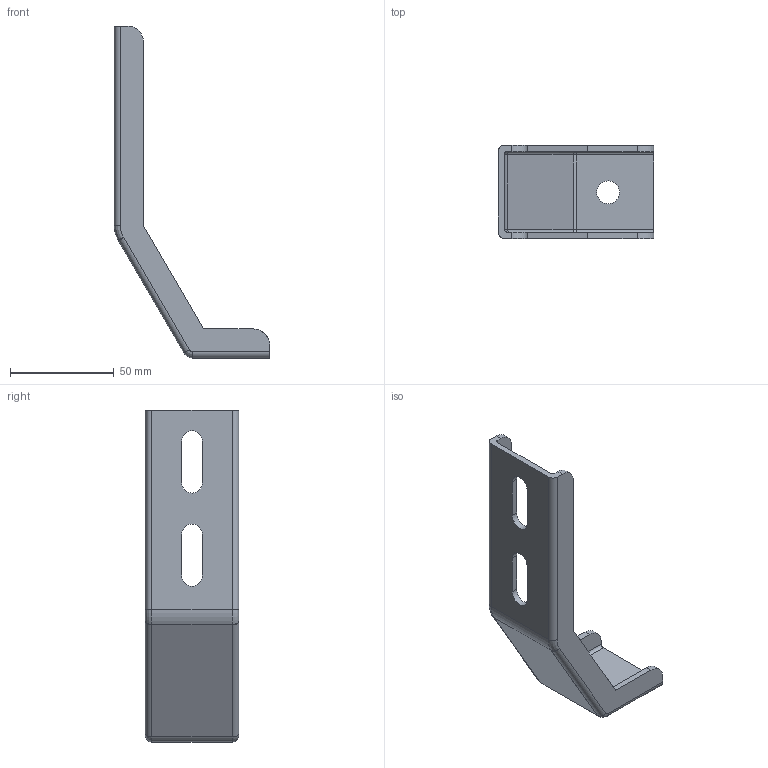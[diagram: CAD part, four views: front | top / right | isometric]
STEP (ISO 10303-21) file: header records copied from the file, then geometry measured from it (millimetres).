
FILE_DESCRIPTION(('STEP AP203'),'2;1');
FILE_NAME('16.008.00.stp','2011-03-05T14:44:54',(''),(''),'2009.3.110','THINKDESIGN','');
FILE_SCHEMA(('CONFIG_CONTROL_DESIGN'));
Length unit declared in the file: millimetre
Bounding box: 75 x 45 x 160 mm (x, y, z)
Volume: 38017.1 mm3; surface area: 26963.3 mm2
Topology: 1 solids, 1 shells, 61 faces, 155 edges, 96 vertices
Faces by surface type: cylinder 27, plane 24, bspline 10
Full cylindrical faces by diameter (mm): 11 x1
Entity records: 2426 total; most frequent: CARTESIAN_POINT 840, DIRECTION 313, ORIENTED_EDGE 310, EDGE_CURVE 155, AXIS2_PLACEMENT_3D 113, VERTEX_POINT 96, VECTOR 87, LINE 87
